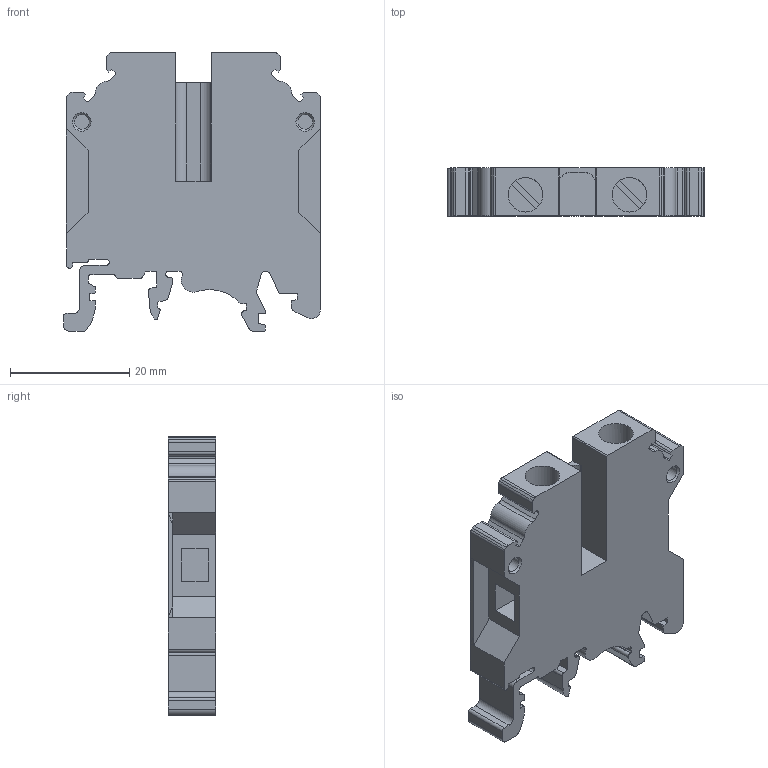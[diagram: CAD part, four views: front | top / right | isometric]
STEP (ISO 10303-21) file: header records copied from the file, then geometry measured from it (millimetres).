
FILE_DESCRIPTION (( 'STEP AP214' ), '1' );
FILE_NAME ('CTS-6 - step.STEP', '2023-10-05T13:04:25', ( '' ), ( '' ), 'SwSTEP 2.0', 'SolidWorks 2022', '' );
FILE_SCHEMA (( 'AUTOMOTIVE_DESIGN' ));
Length unit declared in the file: millimetre
Products named in the file (1): CTS-6 - step
Bounding box: 43.01 x 8 x 46.65 mm (x, y, z)
Volume: 10230.5 mm3; surface area: 6450.5 mm2
Topology: 1 solids, 1 shells, 211 faces, 598 edges, 395 vertices
Faces by surface type: plane 130, cylinder 79, cone 2
Full cylindrical faces by diameter (mm): 2.5 x2, 5.8 x2
Entity records: 6827 total; most frequent: CARTESIAN_POINT 1193, DIRECTION 1179, ORIENTED_EDGE 1178, EDGE_CURVE 589, VECTOR 423, LINE 423, VERTEX_POINT 392, AXIS2_PLACEMENT_3D 378
